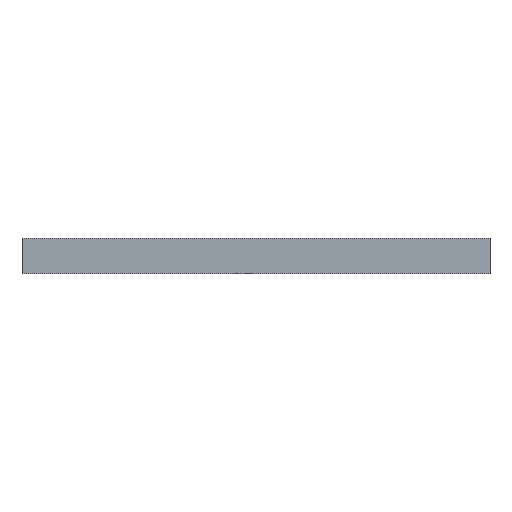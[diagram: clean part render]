
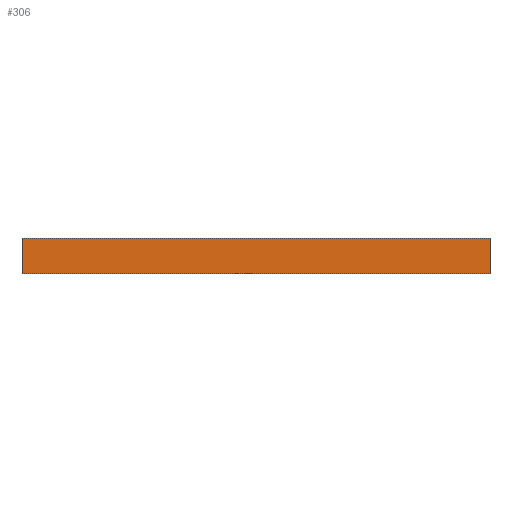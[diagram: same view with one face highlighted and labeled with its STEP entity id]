
A CAD part, front view. The second image highlights one B-rep face of the part: STEP entity #306.
In plain terms, the highlighted planar face has unit normal (0, -1, 0).
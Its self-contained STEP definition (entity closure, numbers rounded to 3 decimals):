
#13 = VECTOR ( 'NONE', #811, 1000. ) ;
#23 = DIRECTION ( 'NONE',  ( -1., 0., 0. ) ) ;
#103 = PLANE ( 'NONE',  #211 ) ;
#105 = VERTEX_POINT ( 'NONE', #510 ) ;
#130 = DIRECTION ( 'NONE',  ( 1., 0., 0. ) ) ;
#189 = LINE ( 'NONE', #390, #476 ) ;
#204 = CARTESIAN_POINT ( 'NONE',  ( -40., 0., 3. ) ) ;
#205 = CARTESIAN_POINT ( 'NONE',  ( -40., 0., 3. ) ) ;
#207 = VERTEX_POINT ( 'NONE', #248 ) ;
#211 = AXIS2_PLACEMENT_3D ( 'NONE', #435, #449, #23 ) ;
#236 = EDGE_CURVE ( 'NONE', #425, #105, #590, .T. ) ;
#248 = CARTESIAN_POINT ( 'NONE',  ( -40., 0., -3. ) ) ;
#254 = EDGE_CURVE ( 'NONE', #105, #322, #189, .T. ) ;
#285 = LINE ( 'NONE', #548, #331 ) ;
#306 = ADVANCED_FACE ( 'NONE', ( #722 ), #103, .F. ) ;
#322 = VERTEX_POINT ( 'NONE', #710 ) ;
#331 = VECTOR ( 'NONE', #130, 1000. ) ;
#390 = CARTESIAN_POINT ( 'NONE',  ( 40., 0., 3. ) ) ;
#425 = VERTEX_POINT ( 'NONE', #204 ) ;
#435 = CARTESIAN_POINT ( 'NONE',  ( -40., 0., 3. ) ) ;
#449 = DIRECTION ( 'NONE',  ( 0., 1., 0. ) ) ;
#453 = ORIENTED_EDGE ( 'NONE', *, *, #544, .T. ) ;
#470 = LINE ( 'NONE', #205, #13 ) ;
#476 = VECTOR ( 'NONE', #725, 1000. ) ;
#510 = CARTESIAN_POINT ( 'NONE',  ( 40., 0., 3. ) ) ;
#525 = VECTOR ( 'NONE', #800, 1000. ) ;
#531 = ORIENTED_EDGE ( 'NONE', *, *, #254, .F. ) ;
#544 = EDGE_CURVE ( 'NONE', #207, #322, #285, .T. ) ;
#548 = CARTESIAN_POINT ( 'NONE',  ( -40., 0., -3. ) ) ;
#586 = EDGE_CURVE ( 'NONE', #425, #207, #470, .T. ) ;
#590 = LINE ( 'NONE', #868, #525 ) ;
#601 = ORIENTED_EDGE ( 'NONE', *, *, #236, .F. ) ;
#710 = CARTESIAN_POINT ( 'NONE',  ( 40., 0., -3. ) ) ;
#722 = FACE_OUTER_BOUND ( 'NONE', #743, .T. ) ;
#725 = DIRECTION ( 'NONE',  ( 0., 0., -1. ) ) ;
#743 = EDGE_LOOP ( 'NONE', ( #453, #531, #601, #862 ) ) ;
#800 = DIRECTION ( 'NONE',  ( 1., 0., 0. ) ) ;
#811 = DIRECTION ( 'NONE',  ( 0., 0., -1. ) ) ;
#862 = ORIENTED_EDGE ( 'NONE', *, *, #586, .T. ) ;
#868 = CARTESIAN_POINT ( 'NONE',  ( -40., 0., 3. ) ) ;
